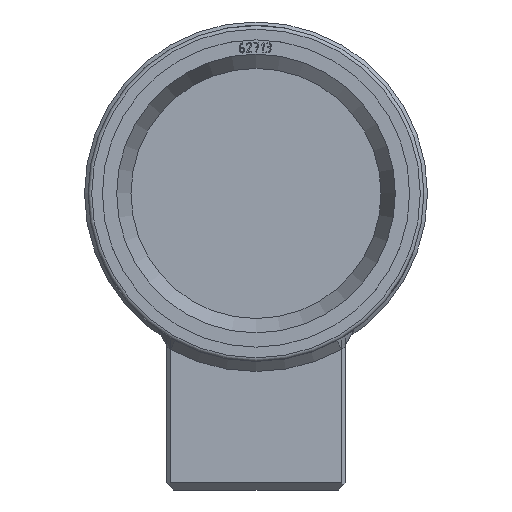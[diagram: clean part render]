
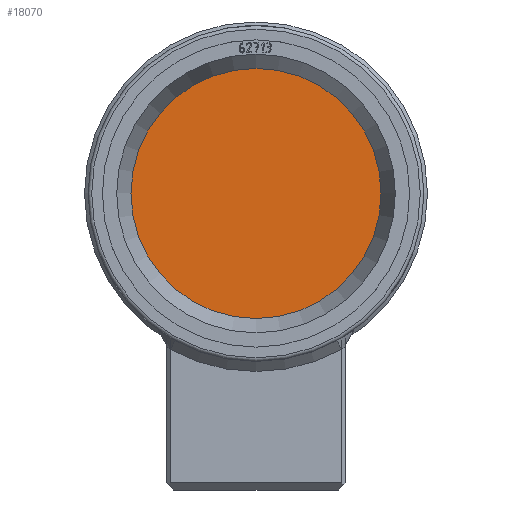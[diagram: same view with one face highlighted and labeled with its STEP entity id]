
A CAD part, left-side view. The second image highlights one B-rep face of the part: STEP entity #18070.
In plain terms, the highlighted face is planar.
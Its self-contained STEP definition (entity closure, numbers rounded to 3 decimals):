
#2475=PLANE('',#19842);
#2908=CIRCLE('',#19841,19.5);
#3692=FACE_OUTER_BOUND('',#4855,.T.);
#4855=EDGE_LOOP('',(#13875));
#8054=VERTEX_POINT('',#29573);
#10119=EDGE_CURVE('',#8054,#8054,#2908,.T.);
#13875=ORIENTED_EDGE('',*,*,#10119,.T.);
#18070=ADVANCED_FACE('',(#3692),#2475,.T.);
#19841=AXIS2_PLACEMENT_3D('',#29574,#22420,#22421);
#19842=AXIS2_PLACEMENT_3D('',#29576,#22423,#22424);
#22420=DIRECTION('center_axis',(1.,0.,0.));
#22421=DIRECTION('ref_axis',(0.,0.,-1.));
#22423=DIRECTION('center_axis',(1.,0.,0.));
#22424=DIRECTION('ref_axis',(0.,0.,-1.));
#29573=CARTESIAN_POINT('',(10.,-19.5,0.));
#29574=CARTESIAN_POINT('Origin',(10.,0.,0.));
#29576=CARTESIAN_POINT('Origin',(10.,0.,0.));
